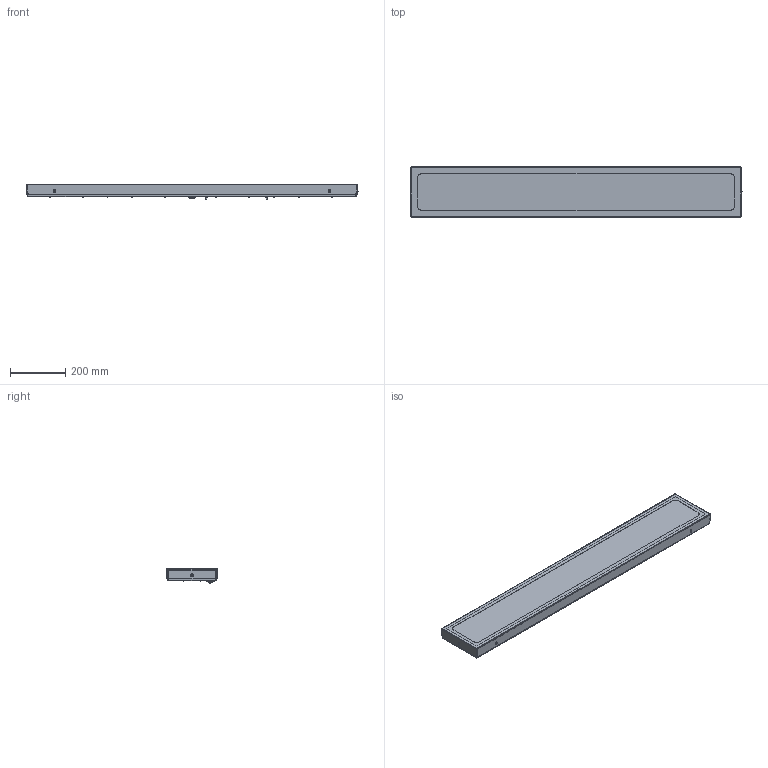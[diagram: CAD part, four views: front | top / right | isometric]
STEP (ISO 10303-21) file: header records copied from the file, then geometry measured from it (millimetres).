
FILE_DESCRIPTION(('STEP AP214'), '1');
FILE_NAME('001.0109.00.004 ÃÑÎ-Ïðåìüåð-IP54', '2024-12-21T04:27:21', ('Ëóêîíèí Åâãåíèé'), ('ÎÊÁ Ñâîé Ñòèëü'), 'C3D Converter', 'C3D Toolkit', '');
FILE_SCHEMA(('AUTOMOTIVE_DESIGN { 1 0 10303 214 3 1 1}'));
Length unit declared in the file: millimetre
Products named in the file (25): 001.0109.00.004 ВО
Assembly tree (61 placements, depth 3):
  001.0109.00.004 ВО
    (unnamed)
      (unnamed)
      (unnamed)
      (unnamed)
      (unnamed)
      (unnamed)
      (unnamed)  x2
      (unnamed)  x4
      (unnamed)  x2
      (unnamed)  x2
      (unnamed)  x2
      (unnamed)
      (unnamed)
      (unnamed)  x2
      (unnamed)
      (unnamed)
      (unnamed)
    (unnamed)  x4
      (unnamed)
      (unnamed)
      (unnamed)
      (unnamed)
      (unnamed)
      (unnamed)
Bounding box: 1206 x 186 x 55.8 mm (x, y, z)
Volume: 947550.7 mm3; surface area: 1709263.7 mm2
Topology: 152 solids, 152 shells, 1520 faces, 3734 edges, 2560 vertices
Faces by surface type: plane 1129, cylinder 244, sphere 48, torus 44, cone 43, bspline 12
Full cylindrical faces by diameter (mm): 1 x20, 1.522 x8, 3.2 x20, 3.5 x21, 4 x17, 6 x12, 7.6 x8, 9 x6, 11 x1, 15 x1, 20 x1, 21 x1, 22 x1, 27 x2
Entity records: 52469 total; most frequent: CARTESIAN_POINT 13418, COLOUR_RGB 3949, PRESENTATION_STYLE_ASSIGNMENT 3949, DIRECTION 3633, CURVE_STYLE 3262, PRE_DEFINED_CURVE_FONT 3262, ORIENTED_EDGE 2478, B_SPLINE_CURVE_WITH_KNOTS 2016
